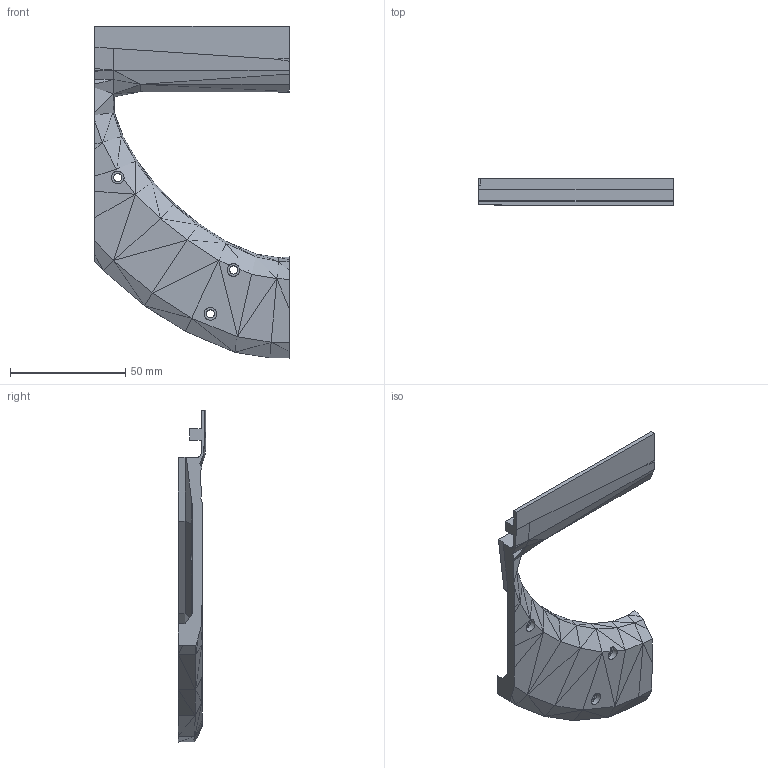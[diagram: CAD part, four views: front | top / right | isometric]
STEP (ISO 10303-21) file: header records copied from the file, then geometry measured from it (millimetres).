
FILE_DESCRIPTION(/* description */ (''),/* implementation_level */ '2;1');
FILE_NAME(/* name */ 'SB2-HandleRightB-x1-A .step',/* time_stamp */ '2022-12-19T17:00:08-05:00',/* author */ (''),/* organization */ (''),/* preprocessor_version */ 'ST-DEVELOPER v19.2',/* originating_system */ 'Autodesk Translation Framework v11.17.0.187',/* authorisation */ '');
FILE_SCHEMA (('AUTOMOTIVE_DESIGN { 1 0 10303 214 3 1 1 }'));
Length unit declared in the file: millimetre
Products named in the file (1): SB2-HandleRightB-x1-A
Bounding box: 84.2 x 12.03 x 143.76 mm (x, y, z)
Volume: 34495.7 mm3; surface area: 19580.1 mm2
Topology: 1 solids, 1 shells, 152 faces, 343 edges, 194 vertices
Faces by surface type: plane 140, cylinder 12
Full cylindrical faces by diameter (mm): 3.5 x3, 5.5 x3
Entity records: 4088 total; most frequent: CARTESIAN_POINT 690, ORIENTED_EDGE 686, DIRECTION 677, EDGE_CURVE 343, LINE 315, VECTOR 315, VERTEX_POINT 194, AXIS2_PLACEMENT_3D 181
